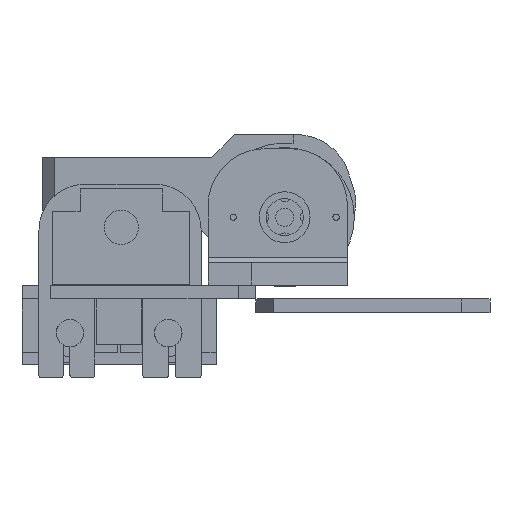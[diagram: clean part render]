
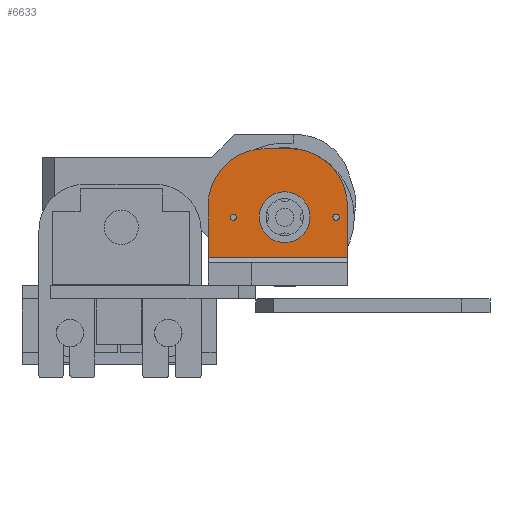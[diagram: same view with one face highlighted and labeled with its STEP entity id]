
A CAD part, left-side view. The second image highlights one B-rep face of the part: STEP entity #6633.
In plain terms, the highlighted face is planar.
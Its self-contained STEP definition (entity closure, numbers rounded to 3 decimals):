
#154=FACE_BOUND('',#1059,.T.);
#155=FACE_BOUND('',#1060,.T.);
#156=FACE_BOUND('',#1061,.T.);
#365=PLANE('',#7173);
#632=FACE_OUTER_BOUND('',#1058,.T.);
#1058=EDGE_LOOP('',(#5183,#5184,#5185,#5186,#5187,#5188));
#1059=EDGE_LOOP('',(#5189));
#1060=EDGE_LOOP('',(#5190));
#1061=EDGE_LOOP('',(#5191));
#1547=CIRCLE('',#7174,25.);
#1548=CIRCLE('',#7175,25.);
#1549=CIRCLE('',#7176,11.125);
#1550=CIRCLE('',#7177,1.4);
#1551=CIRCLE('',#7178,1.4);
#1941=LINE('',#10466,#2530);
#1944=LINE('',#10472,#2533);
#1945=LINE('',#10476,#2534);
#1946=LINE('',#10479,#2535);
#2530=VECTOR('',#8348,10.);
#2533=VECTOR('',#8353,10.);
#2534=VECTOR('',#8356,10.);
#2535=VECTOR('',#8359,10.);
#3154=VERTEX_POINT('',#10463);
#3155=VERTEX_POINT('',#10465);
#3157=VERTEX_POINT('',#10471);
#3158=VERTEX_POINT('',#10473);
#3159=VERTEX_POINT('',#10475);
#3160=VERTEX_POINT('',#10477);
#3161=VERTEX_POINT('',#10480);
#3162=VERTEX_POINT('',#10482);
#3163=VERTEX_POINT('',#10484);
#3896=EDGE_CURVE('',#3154,#3155,#1941,.T.);
#3899=EDGE_CURVE('',#3157,#3154,#1944,.F.);
#3900=EDGE_CURVE('',#3158,#3157,#1547,.F.);
#3901=EDGE_CURVE('',#3159,#3158,#1945,.F.);
#3902=EDGE_CURVE('',#3160,#3159,#1548,.T.);
#3903=EDGE_CURVE('',#3155,#3160,#1946,.T.);
#3904=EDGE_CURVE('',#3161,#3161,#1549,.T.);
#3905=EDGE_CURVE('',#3162,#3162,#1550,.F.);
#3906=EDGE_CURVE('',#3163,#3163,#1551,.F.);
#5183=ORIENTED_EDGE('',*,*,#3896,.F.);
#5184=ORIENTED_EDGE('',*,*,#3899,.F.);
#5185=ORIENTED_EDGE('',*,*,#3900,.F.);
#5186=ORIENTED_EDGE('',*,*,#3901,.F.);
#5187=ORIENTED_EDGE('',*,*,#3902,.F.);
#5188=ORIENTED_EDGE('',*,*,#3903,.F.);
#5189=ORIENTED_EDGE('',*,*,#3904,.T.);
#5190=ORIENTED_EDGE('',*,*,#3905,.T.);
#5191=ORIENTED_EDGE('',*,*,#3906,.T.);
#6633=ADVANCED_FACE('',(#632,#154,#155,#156),#365,.T.);
#7173=AXIS2_PLACEMENT_3D('',#10470,#8351,#8352);
#7174=AXIS2_PLACEMENT_3D('',#10474,#8354,#8355);
#7175=AXIS2_PLACEMENT_3D('',#10478,#8357,#8358);
#7176=AXIS2_PLACEMENT_3D('',#10481,#8360,#8361);
#7177=AXIS2_PLACEMENT_3D('',#10483,#8362,#8363);
#7178=AXIS2_PLACEMENT_3D('',#10485,#8364,#8365);
#8348=DIRECTION('',(-1.,0.,0.));
#8351=DIRECTION('center_axis',(0.,-1.,0.));
#8352=DIRECTION('ref_axis',(1.,0.,0.));
#8353=DIRECTION('',(0.,0.,1.));
#8354=DIRECTION('center_axis',(0.,-1.,0.));
#8355=DIRECTION('ref_axis',(0.707,0.,0.707));
#8356=DIRECTION('',(-1.,0.,0.));
#8357=DIRECTION('center_axis',(0.,1.,0.));
#8358=DIRECTION('ref_axis',(-0.707,0.,0.707));
#8359=DIRECTION('',(0.,0.,1.));
#8360=DIRECTION('center_axis',(0.,1.,0.));
#8361=DIRECTION('ref_axis',(1.,0.,0.));
#8362=DIRECTION('center_axis',(0.,-1.,0.));
#8363=DIRECTION('ref_axis',(1.,0.,0.));
#8364=DIRECTION('center_axis',(0.,-1.,0.));
#8365=DIRECTION('ref_axis',(1.,0.,0.));
#10463=CARTESIAN_POINT('',(-75.733,-54.044,-21.75));
#10465=CARTESIAN_POINT('',(-136.733,-54.044,-21.75));
#10466=CARTESIAN_POINT('',(-104.966,-54.044,-21.75));
#10470=CARTESIAN_POINT('Origin',(-103.199,-54.044,-4.018));
#10471=CARTESIAN_POINT('',(-75.733,-54.044,0.982));
#10472=CARTESIAN_POINT('',(-75.733,-54.044,3.482));
#10473=CARTESIAN_POINT('',(-100.733,-54.044,25.982));
#10474=CARTESIAN_POINT('Origin',(-100.733,-54.044,0.982));
#10475=CARTESIAN_POINT('',(-111.733,-54.044,25.982));
#10476=CARTESIAN_POINT('',(-110.699,-54.044,25.982));
#10477=CARTESIAN_POINT('',(-136.733,-54.044,0.982));
#10478=CARTESIAN_POINT('Origin',(-111.733,-54.044,0.982));
#10479=CARTESIAN_POINT('',(-136.733,-54.044,-3.749));
#10480=CARTESIAN_POINT('',(-114.324,-54.044,-4.018));
#10481=CARTESIAN_POINT('Origin',(-103.199,-54.044,-4.018));
#10482=CARTESIAN_POINT('',(-82.099,-54.044,-4.018));
#10483=CARTESIAN_POINT('Origin',(-80.699,-54.044,-4.018));
#10484=CARTESIAN_POINT('',(-127.099,-54.044,-4.018));
#10485=CARTESIAN_POINT('Origin',(-125.699,-54.044,-4.018));
